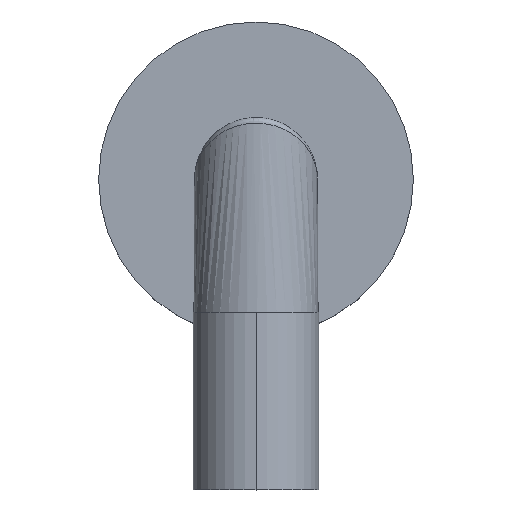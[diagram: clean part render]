
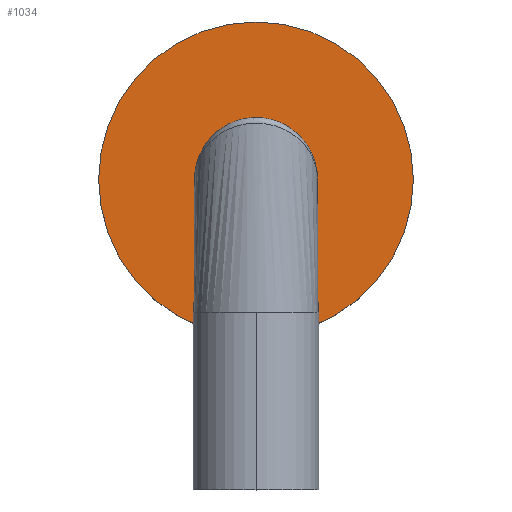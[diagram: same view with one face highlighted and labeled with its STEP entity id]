
A CAD part, top view. The second image highlights one B-rep face of the part: STEP entity #1034.
In plain terms, the highlighted planar face has unit normal (0, 0, 1).
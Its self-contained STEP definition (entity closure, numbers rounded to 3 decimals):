
#34 = CARTESIAN_POINT ( 'NONE',  ( -27.5, 0., 9. ) ) ;
#35 = EDGE_CURVE ( 'NONE', #1475, #591, #679, .T. ) ;
#280 = EDGE_CURVE ( 'NONE', #591, #1475, #1089, .T. ) ;
#546 = FACE_OUTER_BOUND ( 'NONE', #1298, .T. ) ;
#591 = VERTEX_POINT ( 'NONE', #34 ) ;
#603 = AXIS2_PLACEMENT_3D ( 'NONE', #1371, #1370, #1369 ) ;
#629 = ORIENTED_EDGE ( 'NONE', *, *, #35, .T. ) ;
#647 = CARTESIAN_POINT ( 'NONE',  ( 0., 0., 9. ) ) ;
#656 = DIRECTION ( 'NONE',  ( 0., 0., 1. ) ) ;
#679 = CIRCLE ( 'NONE', #1243, 27.5 ) ;
#766 = ORIENTED_EDGE ( 'NONE', *, *, #280, .T. ) ;
#779 = AXIS2_PLACEMENT_3D ( 'NONE', #1264, #1284, #1300 ) ;
#1034 = ADVANCED_FACE ( 'NONE', ( #546 ), #1374, .T. ) ;
#1089 = CIRCLE ( 'NONE', #779, 27.5 ) ;
#1243 = AXIS2_PLACEMENT_3D ( 'NONE', #647, #656, #1365 ) ;
#1264 = CARTESIAN_POINT ( 'NONE',  ( 0., 0., 9. ) ) ;
#1284 = DIRECTION ( 'NONE',  ( 0., 0., 1. ) ) ;
#1298 = EDGE_LOOP ( 'NONE', ( #766, #629 ) ) ;
#1300 = DIRECTION ( 'NONE',  ( 1., 0., 0. ) ) ;
#1332 = CARTESIAN_POINT ( 'NONE',  ( 27.5, 0., 9. ) ) ;
#1365 = DIRECTION ( 'NONE',  ( 1., 0., 0. ) ) ;
#1369 = DIRECTION ( 'NONE',  ( 1., 0., 0. ) ) ;
#1370 = DIRECTION ( 'NONE',  ( 0., 0., 1. ) ) ;
#1371 = CARTESIAN_POINT ( 'NONE',  ( 0., 0., 9. ) ) ;
#1374 = PLANE ( 'NONE',  #603 ) ;
#1475 = VERTEX_POINT ( 'NONE', #1332 ) ;
